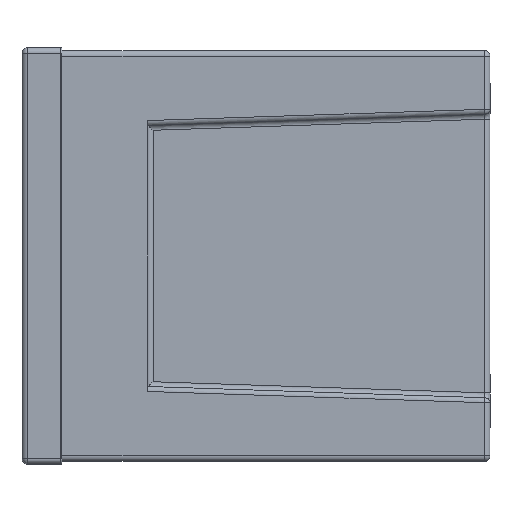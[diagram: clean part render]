
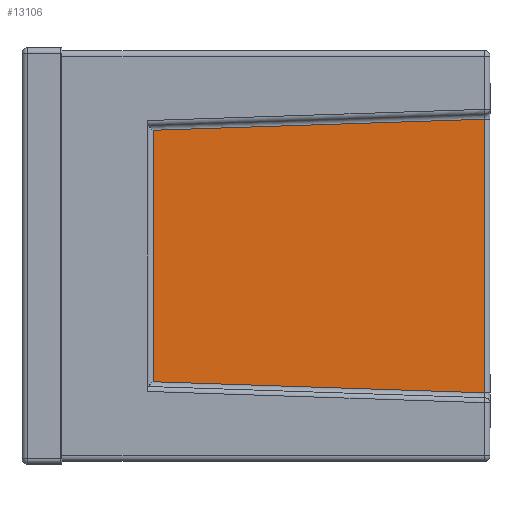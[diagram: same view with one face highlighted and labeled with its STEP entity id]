
A CAD part, left-side view. The second image highlights one B-rep face of the part: STEP entity #13106.
In plain terms, the highlighted planar face has unit normal (-1, 0, 0).
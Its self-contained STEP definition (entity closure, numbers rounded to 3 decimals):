
#92 = LINE ( 'NONE', #11448, #1593 ) ;
#606 = CARTESIAN_POINT ( 'NONE',  ( -390., 209.833, -120.003 ) ) ;
#1223 = ORIENTED_EDGE ( 'NONE', *, *, #1902, .T. ) ;
#1358 = DIRECTION ( 'NONE',  ( 0., 0., 1. ) ) ;
#1392 = ORIENTED_EDGE ( 'NONE', *, *, #3987, .T. ) ;
#1593 = VECTOR ( 'NONE', #3000, 1000. ) ;
#1902 = EDGE_CURVE ( 'NONE', #12292, #4777, #10809, .T. ) ;
#2135 = LINE ( 'NONE', #9032, #9825 ) ;
#2397 = ORIENTED_EDGE ( 'NONE', *, *, #3619, .T. ) ;
#2664 = DIRECTION ( 'NONE',  ( 1., 0., 0. ) ) ;
#2817 = VERTEX_POINT ( 'NONE', #12324 ) ;
#3000 = DIRECTION ( 'NONE',  ( 0., 0.999, -0.033 ) ) ;
#3403 = VECTOR ( 'NONE', #10607, 1000. ) ;
#3619 = EDGE_CURVE ( 'NONE', #2817, #12292, #2135, .T. ) ;
#3851 = CARTESIAN_POINT ( 'NONE',  ( -390., 210., 0. ) ) ;
#3910 = DIRECTION ( 'NONE',  ( 0., 0., -1. ) ) ;
#3987 = EDGE_CURVE ( 'NONE', #4777, #9674, #10356, .T. ) ;
#4777 = VERTEX_POINT ( 'NONE', #12024 ) ;
#5697 = CARTESIAN_POINT ( 'NONE',  ( -390., 215., 119.831 ) ) ;
#7114 = CARTESIAN_POINT ( 'NONE',  ( -390., 505., -110.164 ) ) ;
#7416 = AXIS2_PLACEMENT_3D ( 'NONE', #3851, #2664, #13096 ) ;
#7667 = EDGE_CURVE ( 'NONE', #9674, #2817, #92, .T. ) ;
#8424 = FACE_OUTER_BOUND ( 'NONE', #11438, .T. ) ;
#8598 = CARTESIAN_POINT ( 'NONE',  ( -390., 215., 125. ) ) ;
#8961 = ORIENTED_EDGE ( 'NONE', *, *, #7667, .T. ) ;
#9032 = CARTESIAN_POINT ( 'NONE',  ( -390., 505., -115. ) ) ;
#9674 = VERTEX_POINT ( 'NONE', #5697 ) ;
#9825 = VECTOR ( 'NONE', #3910, 1000. ) ;
#10356 = LINE ( 'NONE', #8598, #11570 ) ;
#10607 = DIRECTION ( 'NONE',  ( 0., -0.999, -0.033 ) ) ;
#10809 = LINE ( 'NONE', #606, #3403 ) ;
#11438 = EDGE_LOOP ( 'NONE', ( #2397, #1223, #1392, #8961 ) ) ;
#11448 = CARTESIAN_POINT ( 'NONE',  ( -390., 509.833, 110.003 ) ) ;
#11570 = VECTOR ( 'NONE', #1358, 1000. ) ;
#12024 = CARTESIAN_POINT ( 'NONE',  ( -390., 215., -119.831 ) ) ;
#12292 = VERTEX_POINT ( 'NONE', #7114 ) ;
#12324 = CARTESIAN_POINT ( 'NONE',  ( -390., 505., 110.164 ) ) ;
#12548 = PLANE ( 'NONE',  #7416 ) ;
#13096 = DIRECTION ( 'NONE',  ( 0., 0., -1. ) ) ;
#13106 = ADVANCED_FACE ( 'NONE', ( #8424 ), #12548, .F. ) ;
